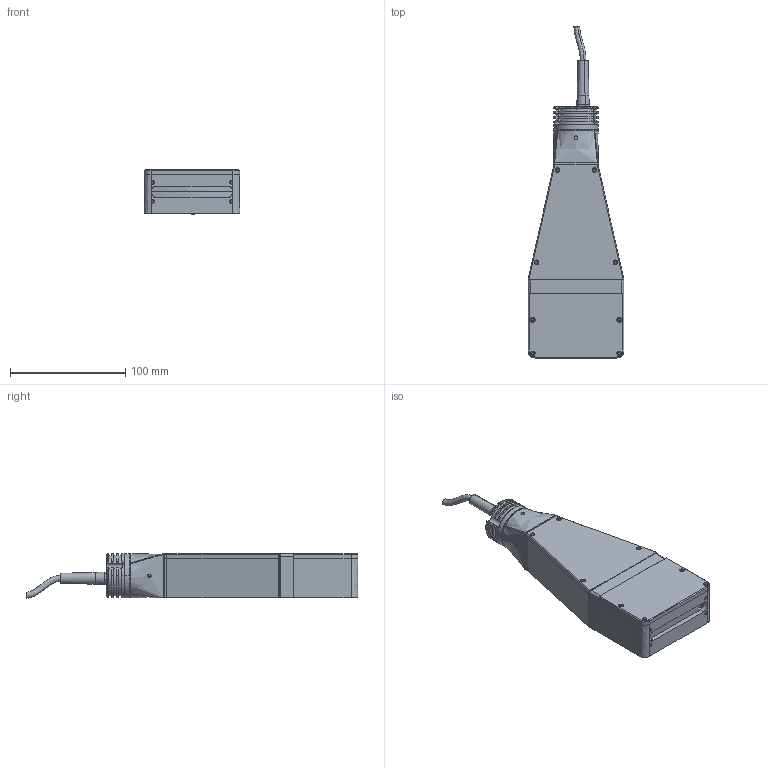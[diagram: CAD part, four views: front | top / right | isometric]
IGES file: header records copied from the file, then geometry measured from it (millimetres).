
Start section: SolidWorks IGES file using analytic representation for surfaces
Global section: file name: LTCL4K060.IGS; native system: SolidWorks 2013; preprocessor: SolidWorks 2013; author: User; date: 140613.162649; units: millimetre
Bounding box: 83 x 288.17 x 38.83 mm (x, y, z)
Surface area: 56930.2 mm2 (no closed solid volume)
Topology: 0 solids, 0 shells, 343 faces, 4425 edges, 4424 vertices
Faces by surface type: bspline 204, revolution 139
